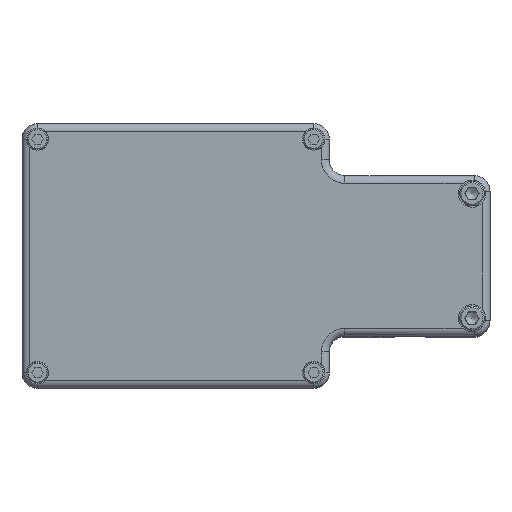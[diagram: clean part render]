
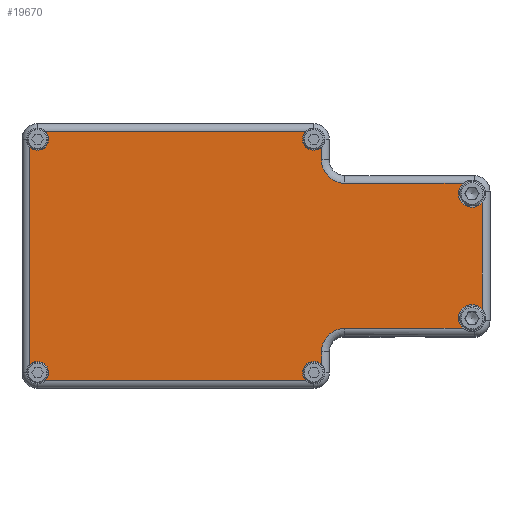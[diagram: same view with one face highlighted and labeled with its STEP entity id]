
A CAD part, top view. The second image highlights one B-rep face of the part: STEP entity #19670.
In plain terms, the highlighted planar face has unit normal (0, 0, 1).
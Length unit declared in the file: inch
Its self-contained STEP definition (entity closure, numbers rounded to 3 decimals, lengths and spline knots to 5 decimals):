
#294 = VECTOR ( 'NONE', #4425, 39.37008 ) ;
#456 = ORIENTED_EDGE ( 'NONE', *, *, #3883, .F. ) ;
#502 = CARTESIAN_POINT ( 'NONE',  ( 1.29, -1.29, 3.187 ) ) ;
#955 = ORIENTED_EDGE ( 'NONE', *, *, #6355, .T. ) ;
#1066 = VECTOR ( 'NONE', #8663, 39.37008 ) ;
#1467 = LINE ( 'NONE', #9853, #32342 ) ;
#1471 = EDGE_CURVE ( 'NONE', #14914, #3784, #4260, .T. ) ;
#2246 = DIRECTION ( 'NONE',  ( 0., 0., 1. ) ) ;
#2358 = CARTESIAN_POINT ( 'NONE',  ( -1.04, -1.165, 3.187 ) ) ;
#2648 = LINE ( 'NONE', #4752, #23825 ) ;
#2793 = VERTEX_POINT ( 'NONE', #8425 ) ;
#3015 = DIRECTION ( 'NONE',  ( 0., 0., 1. ) ) ;
#3464 = EDGE_CURVE ( 'NONE', #27553, #11205, #24261, .T. ) ;
#3543 = LINE ( 'NONE', #30109, #25112 ) ;
#3784 = VERTEX_POINT ( 'NONE', #17218 ) ;
#3883 = EDGE_CURVE ( 'NONE', #14914, #27672, #24099, .T. ) ;
#4052 = ORIENTED_EDGE ( 'NONE', *, *, #25146, .T. ) ;
#4086 = CARTESIAN_POINT ( 'NONE',  ( -5.84548, 2., 3.187 ) ) ;
#4260 = LINE ( 'NONE', #14903, #29172 ) ;
#4425 = DIRECTION ( 'NONE',  ( 1., 0., 0. ) ) ;
#4526 = EDGE_CURVE ( 'NONE', #5710, #16776, #22850, .T. ) ;
#4677 = EDGE_CURVE ( 'NONE', #15869, #7630, #25075, .T. ) ;
#4752 = CARTESIAN_POINT ( 'NONE',  ( 1.29, 2., 3.187 ) ) ;
#5543 = CIRCLE ( 'NONE', #7197, 0.375 ) ;
#5586 = DIRECTION ( 'NONE',  ( 0., 1., 0. ) ) ;
#5710 = VERTEX_POINT ( 'NONE', #28703 ) ;
#5773 = EDGE_CURVE ( 'NONE', #28701, #3784, #17832, .T. ) ;
#6037 = CARTESIAN_POINT ( 'NONE',  ( -1.54, 1.875, 3.187 ) ) ;
#6301 = CARTESIAN_POINT ( 'NONE',  ( 0.85676, -1.165, 3.187 ) ) ;
#6355 = EDGE_CURVE ( 'NONE', #2793, #21578, #5543, .T. ) ;
#6819 = CARTESIAN_POINT ( 'NONE',  ( 1., 1., 3.187 ) ) ;
#6921 = CARTESIAN_POINT ( 'NONE',  ( -1.415, 1.54, 3.187 ) ) ;
#7197 = AXIS2_PLACEMENT_3D ( 'NONE', #10755, #21556, #23851 ) ;
#7630 = VERTEX_POINT ( 'NONE', #18460 ) ;
#7980 = DIRECTION ( 'NONE',  ( 0., 0., -1. ) ) ;
#8425 = CARTESIAN_POINT ( 'NONE',  ( -1.415, -1.54, 3.187 ) ) ;
#8560 = ORIENTED_EDGE ( 'NONE', *, *, #5773, .F. ) ;
#8573 = LINE ( 'NONE', #19231, #21353 ) ;
#8663 = DIRECTION ( 'NONE',  ( -1., 0., 0. ) ) ;
#9381 = CARTESIAN_POINT ( 'NONE',  ( 0.85676, 1.165, 3.187 ) ) ;
#9691 = CARTESIAN_POINT ( 'NONE',  ( 1.29, -1.165, 3.187 ) ) ;
#9737 = DIRECTION ( 'NONE',  ( 0., 1., 0. ) ) ;
#9853 = CARTESIAN_POINT ( 'NONE',  ( 1.29, -2., 3.187 ) ) ;
#10430 = ORIENTED_EDGE ( 'NONE', *, *, #4677, .F. ) ;
#10755 = CARTESIAN_POINT ( 'NONE',  ( -1.04, -1.54, 3.187 ) ) ;
#10960 = VERTEX_POINT ( 'NONE', #25977 ) ;
#11205 = VERTEX_POINT ( 'NONE', #23273 ) ;
#11511 = FACE_OUTER_BOUND ( 'NONE', #22246, .T. ) ;
#11570 = DIRECTION ( 'NONE',  ( 0., 1., 0. ) ) ;
#11970 = ORIENTED_EDGE ( 'NONE', *, *, #16229, .F. ) ;
#12233 = AXIS2_PLACEMENT_3D ( 'NONE', #502, #21645, #14305 ) ;
#12402 = ORIENTED_EDGE ( 'NONE', *, *, #21293, .T. ) ;
#13690 = CIRCLE ( 'NONE', #33254, 0.18 ) ;
#14305 = DIRECTION ( 'NONE',  ( 0., -1., 0. ) ) ;
#14526 = ORIENTED_EDGE ( 'NONE', *, *, #4526, .T. ) ;
#14580 = LINE ( 'NONE', #9691, #294 ) ;
#14624 = DIRECTION ( 'NONE',  ( 0., 1., 0. ) ) ;
#14903 = CARTESIAN_POINT ( 'NONE',  ( -6.1, -1.29, 3.187 ) ) ;
#14914 = VERTEX_POINT ( 'NONE', #26571 ) ;
#14958 = CARTESIAN_POINT ( 'NONE',  ( -5.975, 1.875, 3.187 ) ) ;
#15855 = DIRECTION ( 'NONE',  ( 0., 1., 0. ) ) ;
#15869 = VERTEX_POINT ( 'NONE', #27705 ) ;
#15876 = CIRCLE ( 'NONE', #27631, 0.2185 ) ;
#16011 = EDGE_CURVE ( 'NONE', #21578, #28124, #14580, .T. ) ;
#16031 = ORIENTED_EDGE ( 'NONE', *, *, #33664, .T. ) ;
#16229 = EDGE_CURVE ( 'NONE', #30431, #10960, #13690, .T. ) ;
#16420 = EDGE_CURVE ( 'NONE', #27553, #28124, #15876, .T. ) ;
#16776 = VERTEX_POINT ( 'NONE', #6921 ) ;
#16993 = CARTESIAN_POINT ( 'NONE',  ( 1.165, -0.85676, 3.187 ) ) ;
#17043 = DIRECTION ( 'NONE',  ( 0., 0., 1. ) ) ;
#17218 = CARTESIAN_POINT ( 'NONE',  ( -6.1, -1.74548, 3.187 ) ) ;
#17292 = DIRECTION ( 'NONE',  ( 0., 0., 1. ) ) ;
#17540 = DIRECTION ( 'NONE',  ( 1., 0., 0. ) ) ;
#17832 = CIRCLE ( 'NONE', #25134, 0.18 ) ;
#18460 = CARTESIAN_POINT ( 'NONE',  ( -1.415, 1.74548, 3.187 ) ) ;
#18530 = CIRCLE ( 'NONE', #25848, 0.2185 ) ;
#18836 = CARTESIAN_POINT ( 'NONE',  ( -5.975, -1.875, 3.187 ) ) ;
#19035 = DIRECTION ( 'NONE',  ( 0., 0., 1. ) ) ;
#19231 = CARTESIAN_POINT ( 'NONE',  ( -1.415, -1.29, 3.187 ) ) ;
#19493 = LINE ( 'NONE', #32807, #1066 ) ;
#19670 = ADVANCED_FACE ( 'NONE', ( #11511 ), #24290, .F. ) ;
#20589 = AXIS2_PLACEMENT_3D ( 'NONE', #29494, #7980, #27054 ) ;
#20836 = DIRECTION ( 'NONE',  ( -1., 0., 0. ) ) ;
#21148 = EDGE_CURVE ( 'NONE', #25628, #5710, #19493, .T. ) ;
#21219 = CARTESIAN_POINT ( 'NONE',  ( -5.84548, -2., 3.187 ) ) ;
#21293 = EDGE_CURVE ( 'NONE', #28701, #10960, #1467, .T. ) ;
#21353 = VECTOR ( 'NONE', #29917, 39.37008 ) ;
#21556 = DIRECTION ( 'NONE',  ( 0., 0., -1. ) ) ;
#21578 = VERTEX_POINT ( 'NONE', #2358 ) ;
#21645 = DIRECTION ( 'NONE',  ( 0., 0., -1. ) ) ;
#22218 = ORIENTED_EDGE ( 'NONE', *, *, #1471, .T. ) ;
#22246 = EDGE_LOOP ( 'NONE', ( #31646, #31048, #24788, #24482, #33622, #14526, #16031, #10430, #24053, #456, #22218, #8560, #12402, #11970, #4052, #955 ) ) ;
#22850 = CIRCLE ( 'NONE', #20589, 0.375 ) ;
#23273 = CARTESIAN_POINT ( 'NONE',  ( 1.165, 0.85676, 3.187 ) ) ;
#23825 = VECTOR ( 'NONE', #20836, 39.37008 ) ;
#23851 = DIRECTION ( 'NONE',  ( 0., -1., 0. ) ) ;
#24053 = ORIENTED_EDGE ( 'NONE', *, *, #29092, .T. ) ;
#24099 = CIRCLE ( 'NONE', #29695, 0.18 ) ;
#24261 = LINE ( 'NONE', #31455, #31504 ) ;
#24290 = PLANE ( 'NONE',  #12233 ) ;
#24482 = ORIENTED_EDGE ( 'NONE', *, *, #28134, .F. ) ;
#24788 = ORIENTED_EDGE ( 'NONE', *, *, #3464, .T. ) ;
#24800 = CARTESIAN_POINT ( 'NONE',  ( -1.415, -1.74548, 3.187 ) ) ;
#25075 = CIRCLE ( 'NONE', #26743, 0.18 ) ;
#25112 = VECTOR ( 'NONE', #11570, 39.37008 ) ;
#25134 = AXIS2_PLACEMENT_3D ( 'NONE', #18836, #19035, #5586 ) ;
#25146 = EDGE_CURVE ( 'NONE', #30431, #2793, #8573, .T. ) ;
#25598 = DIRECTION ( 'NONE',  ( 0., -1., 0. ) ) ;
#25628 = VERTEX_POINT ( 'NONE', #9381 ) ;
#25848 = AXIS2_PLACEMENT_3D ( 'NONE', #6819, #17292, #28012 ) ;
#25977 = CARTESIAN_POINT ( 'NONE',  ( -1.66952, -2., 3.187 ) ) ;
#26184 = CARTESIAN_POINT ( 'NONE',  ( 1., -1., 3.187 ) ) ;
#26571 = CARTESIAN_POINT ( 'NONE',  ( -6.1, 1.74548, 3.187 ) ) ;
#26743 = AXIS2_PLACEMENT_3D ( 'NONE', #6037, #17043, #14624 ) ;
#27054 = DIRECTION ( 'NONE',  ( 0., -1., 0. ) ) ;
#27146 = DIRECTION ( 'NONE',  ( 0., 1., 0. ) ) ;
#27553 = VERTEX_POINT ( 'NONE', #16993 ) ;
#27631 = AXIS2_PLACEMENT_3D ( 'NONE', #26184, #2246, #33087 ) ;
#27672 = VERTEX_POINT ( 'NONE', #4086 ) ;
#27705 = CARTESIAN_POINT ( 'NONE',  ( -1.66952, 2., 3.187 ) ) ;
#27943 = DIRECTION ( 'NONE',  ( 0., 0., 1. ) ) ;
#28012 = DIRECTION ( 'NONE',  ( 0., 1., 0. ) ) ;
#28124 = VERTEX_POINT ( 'NONE', #6301 ) ;
#28134 = EDGE_CURVE ( 'NONE', #25628, #11205, #18530, .T. ) ;
#28701 = VERTEX_POINT ( 'NONE', #21219 ) ;
#28703 = CARTESIAN_POINT ( 'NONE',  ( -1.04, 1.165, 3.187 ) ) ;
#29092 = EDGE_CURVE ( 'NONE', #15869, #27672, #2648, .T. ) ;
#29172 = VECTOR ( 'NONE', #25598, 39.37008 ) ;
#29494 = CARTESIAN_POINT ( 'NONE',  ( -1.04, 1.54, 3.187 ) ) ;
#29695 = AXIS2_PLACEMENT_3D ( 'NONE', #14958, #27943, #9737 ) ;
#29780 = CARTESIAN_POINT ( 'NONE',  ( -1.54, -1.875, 3.187 ) ) ;
#29917 = DIRECTION ( 'NONE',  ( 0., 1., 0. ) ) ;
#30109 = CARTESIAN_POINT ( 'NONE',  ( -1.415, -1.29, 3.187 ) ) ;
#30431 = VERTEX_POINT ( 'NONE', #24800 ) ;
#31048 = ORIENTED_EDGE ( 'NONE', *, *, #16420, .F. ) ;
#31455 = CARTESIAN_POINT ( 'NONE',  ( 1.165, -1.29, 3.187 ) ) ;
#31504 = VECTOR ( 'NONE', #15855, 39.37008 ) ;
#31646 = ORIENTED_EDGE ( 'NONE', *, *, #16011, .T. ) ;
#32342 = VECTOR ( 'NONE', #17540, 39.37008 ) ;
#32807 = CARTESIAN_POINT ( 'NONE',  ( 1.29, 1.165, 3.187 ) ) ;
#33087 = DIRECTION ( 'NONE',  ( 0., 1., 0. ) ) ;
#33254 = AXIS2_PLACEMENT_3D ( 'NONE', #29780, #3015, #27146 ) ;
#33622 = ORIENTED_EDGE ( 'NONE', *, *, #21148, .T. ) ;
#33664 = EDGE_CURVE ( 'NONE', #16776, #7630, #3543, .T. ) ;
